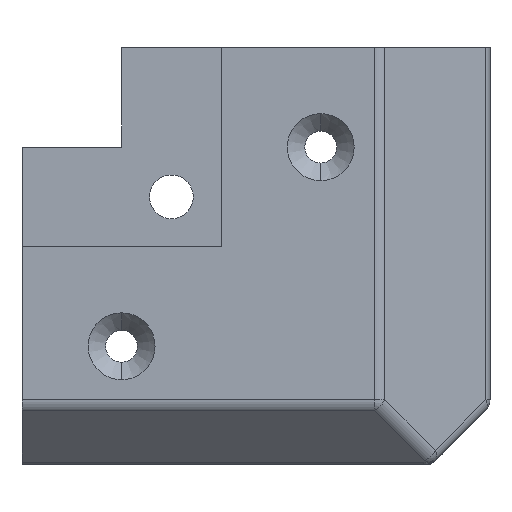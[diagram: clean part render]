
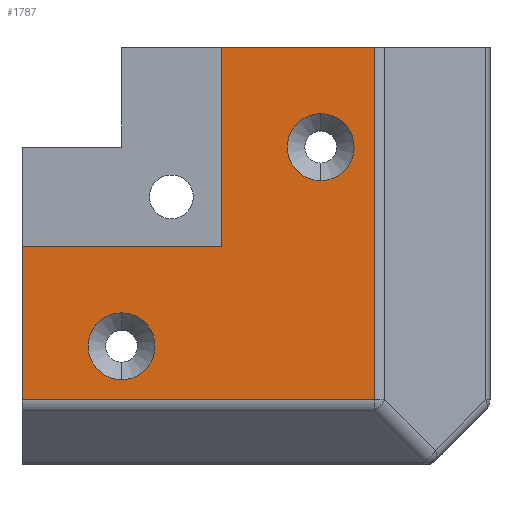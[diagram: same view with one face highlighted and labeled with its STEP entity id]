
A CAD part, left-side view. The second image highlights one B-rep face of the part: STEP entity #1787.
In plain terms, the highlighted planar face has unit normal (-1, 0, 0).
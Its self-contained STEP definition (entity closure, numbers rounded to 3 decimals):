
#2 = CARTESIAN_POINT ( 'NONE',  ( 0., 47., -15.379 ) ) ;
#24 = VERTEX_POINT ( 'NONE', #589 ) ;
#47 = VECTOR ( 'NONE', #2133, 1000. ) ;
#67 = EDGE_CURVE ( 'NONE', #1168, #188, #1950, .T. ) ;
#90 = ORIENTED_EDGE ( 'NONE', *, *, #280, .T. ) ;
#92 = LINE ( 'NONE', #2, #909 ) ;
#110 = LINE ( 'NONE', #2377, #321 ) ;
#129 = LINE ( 'NONE', #1799, #1347 ) ;
#137 = DIRECTION ( 'NONE',  ( -1., 0., 0. ) ) ;
#188 = VERTEX_POINT ( 'NONE', #240 ) ;
#202 = ORIENTED_EDGE ( 'NONE', *, *, #67, .F. ) ;
#226 = DIRECTION ( 'NONE',  ( 1., 0., 0. ) ) ;
#240 = CARTESIAN_POINT ( 'NONE',  ( 0., 17., 6.64 ) ) ;
#247 = LINE ( 'NONE', #421, #47 ) ;
#267 = ORIENTED_EDGE ( 'NONE', *, *, #565, .F. ) ;
#270 = PLANE ( 'NONE',  #762 ) ;
#280 = EDGE_CURVE ( 'NONE', #1884, #2367, #791, .T. ) ;
#316 = EDGE_CURVE ( 'NONE', #1939, #697, #1875, .T. ) ;
#321 = VECTOR ( 'NONE', #1415, 1000. ) ;
#400 = ORIENTED_EDGE ( 'NONE', *, *, #1621, .F. ) ;
#401 = VECTOR ( 'NONE', #1555, 1000. ) ;
#421 = CARTESIAN_POINT ( 'NONE',  ( 0., 27., 20. ) ) ;
#442 = CARTESIAN_POINT ( 'NONE',  ( 0., 11.621, 20. ) ) ;
#502 = VERTEX_POINT ( 'NONE', #1509 ) ;
#536 = ORIENTED_EDGE ( 'NONE', *, *, #2228, .F. ) ;
#554 = CARTESIAN_POINT ( 'NONE',  ( 0., 27., 0. ) ) ;
#558 = AXIS2_PLACEMENT_3D ( 'NONE', #1149, #1720, #2083 ) ;
#565 = EDGE_CURVE ( 'NONE', #24, #1094, #247, .T. ) ;
#589 = CARTESIAN_POINT ( 'NONE',  ( 0., 27., 20. ) ) ;
#612 = CARTESIAN_POINT ( 'NONE',  ( 0., 11.621, -15.379 ) ) ;
#629 = DIRECTION ( 'NONE',  ( 0., 0., 1. ) ) ;
#650 = ORIENTED_EDGE ( 'NONE', *, *, #1112, .F. ) ;
#694 = DIRECTION ( 'NONE',  ( 0., 0., 1. ) ) ;
#697 = VERTEX_POINT ( 'NONE', #1462 ) ;
#700 = EDGE_LOOP ( 'NONE', ( #650, #957 ) ) ;
#709 = ORIENTED_EDGE ( 'NONE', *, *, #1998, .F. ) ;
#762 = AXIS2_PLACEMENT_3D ( 'NONE', #837, #226, #2331 ) ;
#784 = FACE_BOUND ( 'NONE', #700, .T. ) ;
#791 = LINE ( 'NONE', #1593, #401 ) ;
#796 = ORIENTED_EDGE ( 'NONE', *, *, #1963, .T. ) ;
#823 = FACE_BOUND ( 'NONE', #2375, .T. ) ;
#828 = CARTESIAN_POINT ( 'NONE',  ( 0., 37., -10. ) ) ;
#837 = CARTESIAN_POINT ( 'NONE',  ( 0., 27., 0. ) ) ;
#909 = VECTOR ( 'NONE', #1849, 1000. ) ;
#915 = CIRCLE ( 'NONE', #952, 3.36 ) ;
#952 = AXIS2_PLACEMENT_3D ( 'NONE', #828, #1595, #2338 ) ;
#957 = ORIENTED_EDGE ( 'NONE', *, *, #316, .F. ) ;
#1010 = LINE ( 'NONE', #2341, #2294 ) ;
#1015 = CARTESIAN_POINT ( 'NONE',  ( 0., 17., 13.36 ) ) ;
#1018 = EDGE_LOOP ( 'NONE', ( #796, #267, #400, #709, #2360, #90 ) ) ;
#1031 = VERTEX_POINT ( 'NONE', #554 ) ;
#1056 = DIRECTION ( 'NONE',  ( 0., 0., 1. ) ) ;
#1094 = VERTEX_POINT ( 'NONE', #442 ) ;
#1112 = EDGE_CURVE ( 'NONE', #697, #1939, #915, .T. ) ;
#1149 = CARTESIAN_POINT ( 'NONE',  ( 0., 17., 10. ) ) ;
#1168 = VERTEX_POINT ( 'NONE', #1015 ) ;
#1296 = CARTESIAN_POINT ( 'NONE',  ( 0., 17., 10. ) ) ;
#1305 = CARTESIAN_POINT ( 'NONE',  ( 0., 47., -15.379 ) ) ;
#1347 = VECTOR ( 'NONE', #1056, 1000. ) ;
#1415 = DIRECTION ( 'NONE',  ( 0., -1., 0. ) ) ;
#1462 = CARTESIAN_POINT ( 'NONE',  ( 0., 37., -6.64 ) ) ;
#1473 = CIRCLE ( 'NONE', #2315, 3.36 ) ;
#1509 = CARTESIAN_POINT ( 'NONE',  ( 0., 47., 0. ) ) ;
#1546 = FACE_OUTER_BOUND ( 'NONE', #1018, .T. ) ;
#1555 = DIRECTION ( 'NONE',  ( 0., -1., 0. ) ) ;
#1593 = CARTESIAN_POINT ( 'NONE',  ( 0., 27., -15.379 ) ) ;
#1595 = DIRECTION ( 'NONE',  ( -1., 0., 0. ) ) ;
#1621 = EDGE_CURVE ( 'NONE', #1031, #24, #1010, .T. ) ;
#1662 = DIRECTION ( 'NONE',  ( 0., 0., 1. ) ) ;
#1720 = DIRECTION ( 'NONE',  ( -1., 0., 0. ) ) ;
#1787 = ADVANCED_FACE ( 'NONE', ( #784, #823, #1546 ), #270, .F. ) ;
#1799 = CARTESIAN_POINT ( 'NONE',  ( 0., 11.621, 0. ) ) ;
#1849 = DIRECTION ( 'NONE',  ( 0., 0., 1. ) ) ;
#1875 = CIRCLE ( 'NONE', #2178, 3.36 ) ;
#1884 = VERTEX_POINT ( 'NONE', #1305 ) ;
#1939 = VERTEX_POINT ( 'NONE', #2013 ) ;
#1950 = CIRCLE ( 'NONE', #558, 3.36 ) ;
#1963 = EDGE_CURVE ( 'NONE', #2367, #1094, #129, .T. ) ;
#1998 = EDGE_CURVE ( 'NONE', #502, #1031, #110, .T. ) ;
#2013 = CARTESIAN_POINT ( 'NONE',  ( 0., 37., -13.36 ) ) ;
#2018 = DIRECTION ( 'NONE',  ( -1., 0., 0. ) ) ;
#2073 = EDGE_CURVE ( 'NONE', #1884, #502, #92, .T. ) ;
#2083 = DIRECTION ( 'NONE',  ( 0., 0., 1. ) ) ;
#2133 = DIRECTION ( 'NONE',  ( 0., -1., 0. ) ) ;
#2178 = AXIS2_PLACEMENT_3D ( 'NONE', #2393, #137, #1662 ) ;
#2228 = EDGE_CURVE ( 'NONE', #188, #1168, #1473, .T. ) ;
#2294 = VECTOR ( 'NONE', #629, 1000. ) ;
#2315 = AXIS2_PLACEMENT_3D ( 'NONE', #1296, #2018, #694 ) ;
#2331 = DIRECTION ( 'NONE',  ( 0., 0., -1. ) ) ;
#2338 = DIRECTION ( 'NONE',  ( 0., 0., 1. ) ) ;
#2341 = CARTESIAN_POINT ( 'NONE',  ( 0., 27., 0. ) ) ;
#2360 = ORIENTED_EDGE ( 'NONE', *, *, #2073, .F. ) ;
#2367 = VERTEX_POINT ( 'NONE', #612 ) ;
#2375 = EDGE_LOOP ( 'NONE', ( #202, #536 ) ) ;
#2377 = CARTESIAN_POINT ( 'NONE',  ( 0., 47., 0. ) ) ;
#2393 = CARTESIAN_POINT ( 'NONE',  ( 0., 37., -10. ) ) ;
